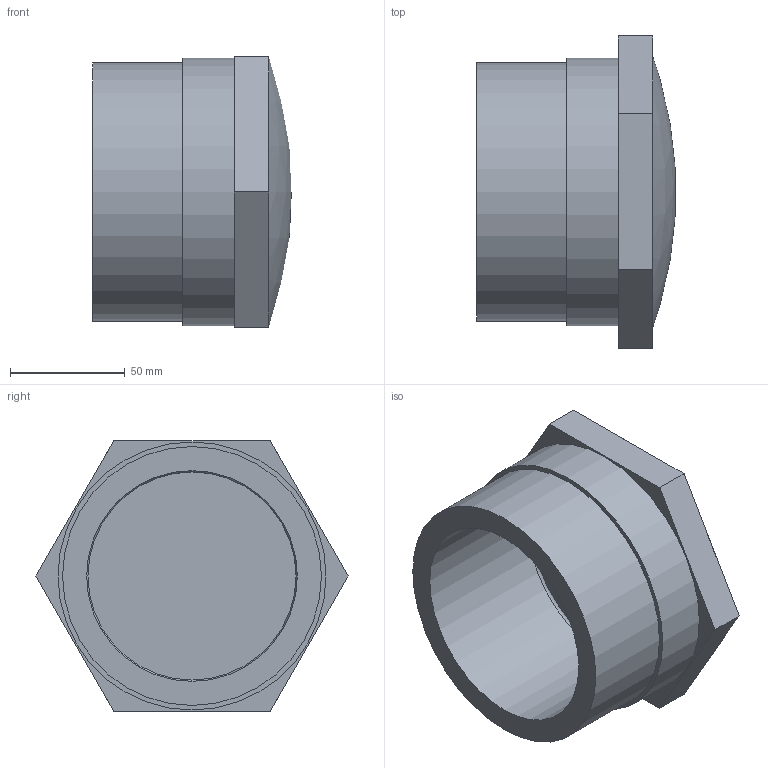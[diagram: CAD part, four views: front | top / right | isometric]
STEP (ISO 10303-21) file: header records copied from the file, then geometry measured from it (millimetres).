
FILE_DESCRIPTION(/* description */ (''),/* implementation_level */ '2;1');
FILE_NAME(/* name */ 'PFV400.ipt.stp',/* time_stamp */ '2013-10-01T14:50:45+02:00',/* author */ ('bfaro'),/* organization */ (''),/* preprocessor_version */ 'ST-DEVELOPER v15.2',/* originating_system */ 'Autodesk Inventor 2014',/* authorisation */ '');
FILE_SCHEMA (('AUTOMOTIVE_DESIGN { 1 0 10303 214 3 1 1 }'));
Length unit declared in the file: millimetre
Products named in the file (1): PFV400
Bounding box: 86.72 x 136.25 x 118 mm (x, y, z)
Volume: 462320.1 mm3; surface area: 70602.4 mm2
Topology: 1 solids, 1 shells, 21 faces, 42 edges, 26 vertices
Faces by surface type: plane 16, cylinder 3, torus 1, sphere 1
Full cylindrical faces by diameter (mm): 92 x1, 113 x1, 117 x1
Entity records: 541 total; most frequent: DIRECTION 94, CARTESIAN_POINT 84, ORIENTED_EDGE 74, EDGE_CURVE 37, AXIS2_PLACEMENT_3D 35, EDGE_LOOP 28, VERTEX_POINT 25, LINE 24
